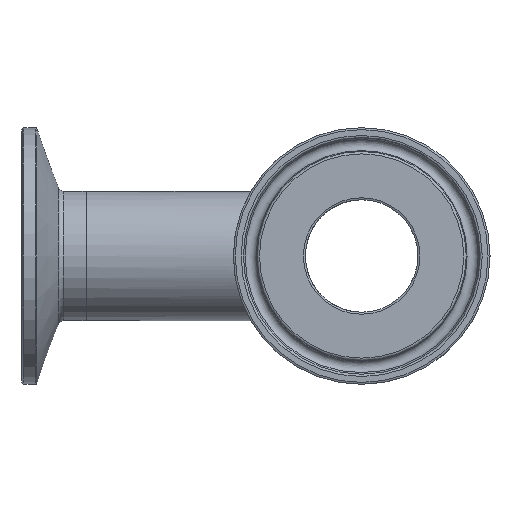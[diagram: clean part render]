
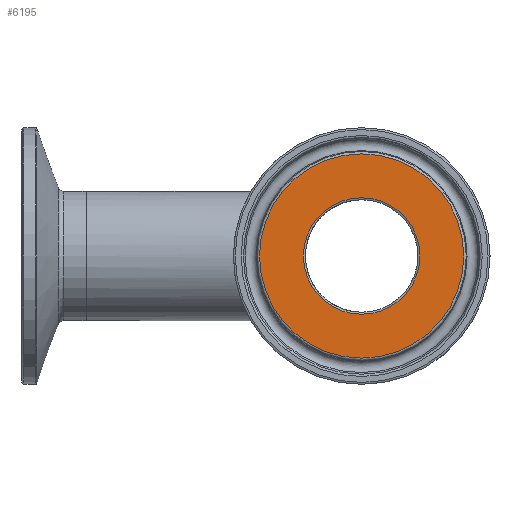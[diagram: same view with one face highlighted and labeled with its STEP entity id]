
A CAD part, left-side view. The second image highlights one B-rep face of the part: STEP entity #6195.
In plain terms, the highlighted planar face has unit normal (-1, 0, 0).
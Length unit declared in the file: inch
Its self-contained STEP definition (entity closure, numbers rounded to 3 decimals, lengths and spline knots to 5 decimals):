
#156=FACE_BOUND('',#1230,.T.);
#457=PLANE('',#6594);
#798=FACE_OUTER_BOUND('',#1229,.T.);
#1229=EDGE_LOOP('',(#5690));
#1230=EDGE_LOOP('',(#5691));
#2494=CIRCLE('',#6593,0.45);
#2495=CIRCLE('',#6595,0.78916);
#3096=VERTEX_POINT('',#13387);
#3097=VERTEX_POINT('',#13390);
#3970=EDGE_CURVE('',#3096,#3096,#2494,.T.);
#3971=EDGE_CURVE('',#3097,#3097,#2495,.T.);
#5690=ORIENTED_EDGE('',*,*,#3971,.F.);
#5691=ORIENTED_EDGE('',*,*,#3970,.F.);
#6195=ADVANCED_FACE('',(#798,#156),#457,.T.);
#6593=AXIS2_PLACEMENT_3D('',#13388,#7772,#7773);
#6594=AXIS2_PLACEMENT_3D('',#13389,#7774,#7775);
#6595=AXIS2_PLACEMENT_3D('',#13391,#7776,#7777);
#7772=DIRECTION('center_axis',(-1.,0.,0.));
#7773=DIRECTION('ref_axis',(0.,-1.,0.));
#7774=DIRECTION('center_axis',(-1.,0.,0.));
#7775=DIRECTION('ref_axis',(0.,0.,1.));
#7776=DIRECTION('center_axis',(1.,0.,0.));
#7777=DIRECTION('ref_axis',(0.,-1.,0.));
#13387=CARTESIAN_POINT('',(-2.625,0.45,0.));
#13388=CARTESIAN_POINT('Origin',(-2.625,0.,0.));
#13389=CARTESIAN_POINT('Origin',(-2.625,0.80316,0.));
#13390=CARTESIAN_POINT('',(-2.625,0.78916,0.));
#13391=CARTESIAN_POINT('Origin',(-2.625,0.,0.));
